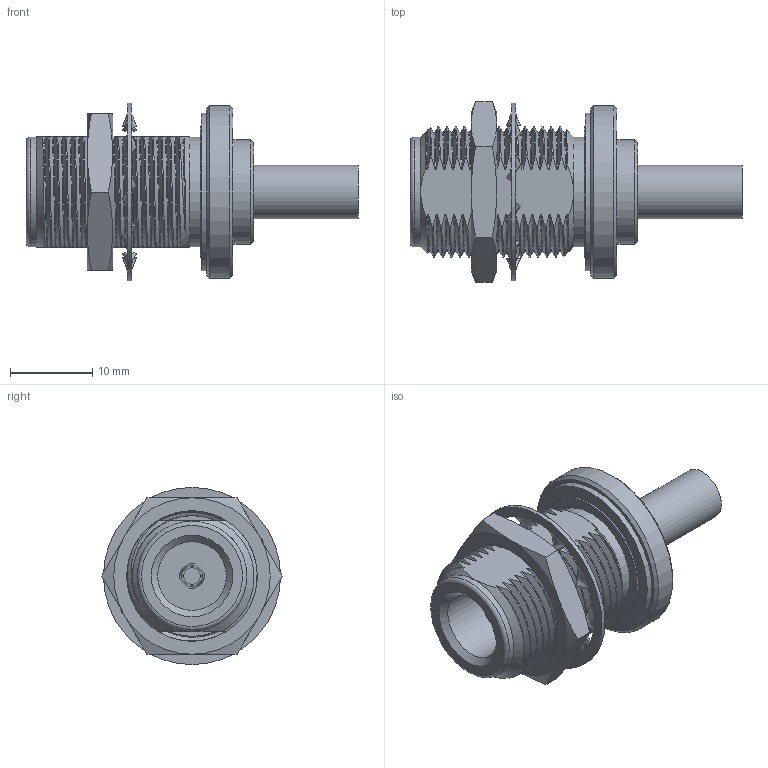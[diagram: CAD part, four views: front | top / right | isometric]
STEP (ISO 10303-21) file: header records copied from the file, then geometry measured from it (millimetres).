
FILE_DESCRIPTION (( 'STEP AP203' ), '1' );
FILE_NAME ('PE44528_3D.step', '2022-07-07T23:52:09', ( '' ), ( '' ), 'SwSTEP 2.0', 'SolidWorks 2021', '' );
FILE_SCHEMA (( 'CONFIG_CONTROL_DESIGN' ));
Length unit declared in the file: inch
Products named in the file (1): PE44528_3D
Bounding box: 40.44 x 22 x 21.59 mm (x, y, z)
Volume: 5233.4 mm3; surface area: 5031.3 mm2
Topology: 6 solids, 6 shells, 294 faces, 833 edges, 559 vertices
Faces by surface type: bspline 147, cylinder 67, plane 53, cone 26, torus 1
Full cylindrical faces by diameter (mm): 1.092 x1, 1.372 x1, 2.018 x1, 2.762 x1, 3.016 x2, 3.1 x1, 4.597 x1, 5.7 x1, 6.5 x1, 8.382 x1, 12.7 x1, 13.335 x2, 15.875 x1, 16.096 x1, 19.144 x1, 19.431 x1, 21 x1, 21.59 x1
Entity records: 75606 total; most frequent: CARTESIAN_POINT 69794, ORIENTED_EDGE 1584, EDGE_CURVE 792, DIRECTION 656, VERTEX_POINT 548, EDGE_LOOP 344, B_SPLINE_CURVE_WITH_KNOTS 336, FACE_OUTER_BOUND 315
